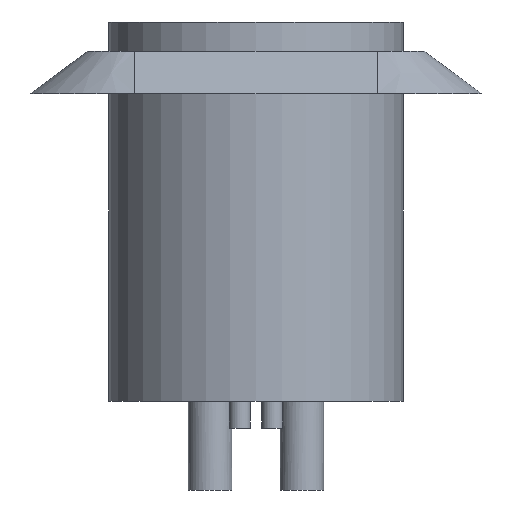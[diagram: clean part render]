
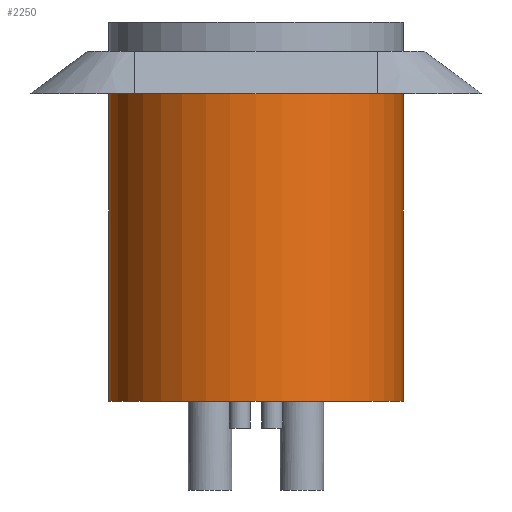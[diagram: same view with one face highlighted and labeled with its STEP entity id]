
A CAD part, front view. The second image highlights one B-rep face of the part: STEP entity #2250.
In plain terms, the highlighted cylindrical face has radius 11.8 mm (diameter 23.6 mm), a partial arc.
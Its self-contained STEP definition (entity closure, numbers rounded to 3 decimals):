
#437=DIRECTION('',(0.,0.,1.));
#438=VECTOR('',#437,24.65);
#439=CARTESIAN_POINT('',(11.8,0.,-30.4));
#440=LINE('',#439,#438);
#506=CARTESIAN_POINT('',(0.,0.,-5.75));
#507=DIRECTION('',(0.,0.,1.));
#508=DIRECTION('',(-1.,0.,0.));
#509=AXIS2_PLACEMENT_3D('',#506,#507,#508);
#511=DIRECTION('',(0.,0.,1.));
#512=VECTOR('',#511,24.65);
#513=CARTESIAN_POINT('',(-11.8,0.,-30.4));
#514=LINE('',#513,#512);
#529=CARTESIAN_POINT('',(0.,0.,-30.4));
#530=DIRECTION('',(0.,0.,-1.));
#531=DIRECTION('',(1.,0.,0.));
#532=AXIS2_PLACEMENT_3D('',#529,#530,#531);
#1608=CARTESIAN_POINT('',(-11.8,0.,-30.4));
#1609=CARTESIAN_POINT('',(11.8,0.,-30.4));
#1610=VERTEX_POINT('',#1608);
#1611=VERTEX_POINT('',#1609);
#1612=CARTESIAN_POINT('',(11.8,0.,-5.75));
#1613=CARTESIAN_POINT('',(-11.8,0.,-5.75));
#1614=VERTEX_POINT('',#1612);
#1615=VERTEX_POINT('',#1613);
#2238=CARTESIAN_POINT('',(0.,0.,0.));
#2239=DIRECTION('',(0.,0.,1.));
#2240=DIRECTION('',(1.,0.,0.));
#2241=AXIS2_PLACEMENT_3D('',#2238,#2239,#2240);
#2242=CYLINDRICAL_SURFACE('',#2241,11.8);
#2243=ORIENTED_EDGE('',*,*,#2221,.T.);
#2244=ORIENTED_EDGE('',*,*,#2177,.F.);
#2246=ORIENTED_EDGE('',*,*,#2245,.T.);
#2247=ORIENTED_EDGE('',*,*,#2173,.T.);
#2248=EDGE_LOOP('',(#2243,#2244,#2246,#2247));
#2249=FACE_OUTER_BOUND('',#2248,.F.);
#510=CIRCLE('',#509,11.8);
#533=CIRCLE('',#532,11.8);
#2173=EDGE_CURVE('',#1610,#1615,#514,.T.);
#2177=EDGE_CURVE('',#1611,#1614,#440,.T.);
#2221=EDGE_CURVE('',#1615,#1614,#510,.T.);
#2245=EDGE_CURVE('',#1611,#1610,#533,.T.);
#2250=ADVANCED_FACE('',(#2249),#2242,.T.);
